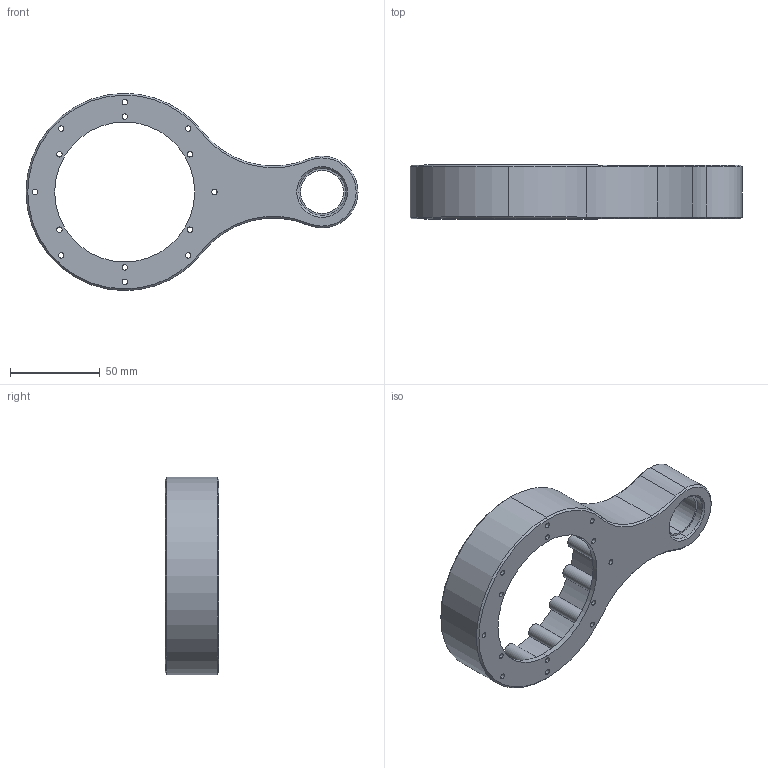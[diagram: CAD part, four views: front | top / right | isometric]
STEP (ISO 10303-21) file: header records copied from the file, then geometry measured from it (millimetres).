
FILE_DESCRIPTION (( 'STEP AP214' ), '1' );
FILE_NAME ('bottom_housing_mainJ2.STEP', '2025-02-06T07:09:16', ( '' ), ( '' ), 'SwSTEP 2.0', 'SolidWorks 2023', '' );
FILE_SCHEMA (( 'AUTOMOTIVE_DESIGN' ));
Length unit declared in the file: millimetre
Products named in the file (1): bottom_housing_mainJ2
Bounding box: 185 x 30 x 110 mm (x, y, z)
Volume: 125843.7 mm3; surface area: 44321.3 mm2
Topology: 1 solids, 1 shells, 115 faces, 309 edges, 199 vertices
Faces by surface type: cylinder 88, cone 22, plane 5
Entity records: 3781 total; most frequent: DIRECTION 740, CARTESIAN_POINT 624, ORIENTED_EDGE 618, AXIS2_PLACEMENT_3D 315, EDGE_CURVE 309, CIRCLE 199, VERTEX_POINT 199, EDGE_LOOP 150
